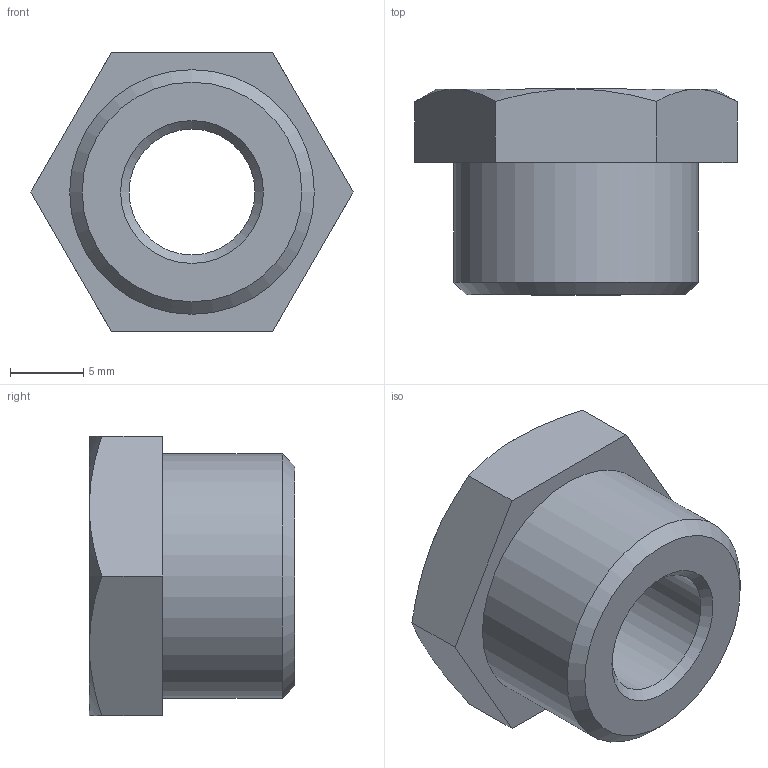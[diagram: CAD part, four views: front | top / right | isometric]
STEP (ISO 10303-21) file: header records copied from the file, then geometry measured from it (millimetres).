
FILE_DESCRIPTION(/* description */ ('STEP AP214'),/* implementation_level */ '2;1');
FILE_NAME(/* name */ '104Z3818',/* time_stamp */ '2022-09-01T19:27:57+02:00',/* author */ ('License CC BY-ND 4.0'),/* organization */ ('CADENAS'),/* preprocessor_version */ 'ST-DEVELOPER v18.102',/* originating_system */ 'PARTsolutions',/* authorisation */ ' ');
FILE_SCHEMA (('AUTOMOTIVE_DESIGN {1 0 10303 214 3 1 1}'));
Length unit declared in the file: millimetre
Products named in the file (1): 104Z3818
Bounding box: 21.94 x 14 x 19 mm (x, y, z)
Volume: 2683.2 mm3; surface area: 1627.6 mm2
Topology: 1 solids, 1 shells, 20 faces, 42 edges, 25 vertices
Faces by surface type: cone 9, plane 9, cylinder 2
Full cylindrical faces by diameter (mm): 8.566 x1, 16.662 x1
Entity records: 548 total; most frequent: CARTESIAN_POINT 119, DIRECTION 80, ORIENTED_EDGE 74, EDGE_CURVE 37, AXIS2_PLACEMENT_3D 34, EDGE_LOOP 28, FACE_BOUND 28, VERTEX_POINT 25
